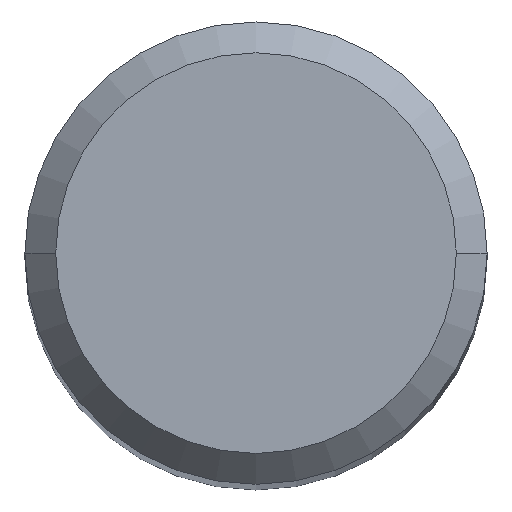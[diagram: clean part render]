
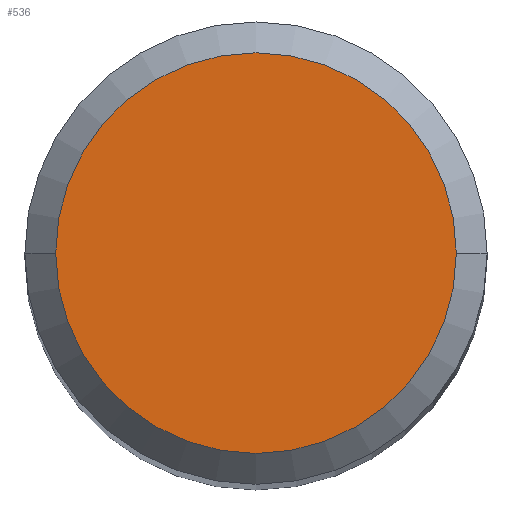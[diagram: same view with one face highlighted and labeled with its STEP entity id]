
A CAD part, top view. The second image highlights one B-rep face of the part: STEP entity #536.
In plain terms, the highlighted planar face has unit normal (0, 0, 1).
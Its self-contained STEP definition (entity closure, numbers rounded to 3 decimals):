
#31 = CARTESIAN_POINT ( 'NONE',  ( 0., 0., 57. ) ) ;
#42 = VERTEX_POINT ( 'NONE', #117 ) ;
#65 = CARTESIAN_POINT ( 'NONE',  ( 0., 3., 57. ) ) ;
#74 = DIRECTION ( 'NONE',  ( 0., 0., 1. ) ) ;
#90 = DIRECTION ( 'NONE',  ( 0., 0., 1. ) ) ;
#117 = CARTESIAN_POINT ( 'NONE',  ( -2.6, 0., 57. ) ) ;
#137 = EDGE_CURVE ( 'NONE', #42, #381, #596, .T. ) ;
#157 = ORIENTED_EDGE ( 'NONE', *, *, #137, .T. ) ;
#178 = AXIS2_PLACEMENT_3D ( 'NONE', #65, #473, #597 ) ;
#234 = DIRECTION ( 'NONE',  ( 1., 0., 0. ) ) ;
#240 = CARTESIAN_POINT ( 'NONE',  ( 0., 0., 57. ) ) ;
#295 = DIRECTION ( 'NONE',  ( 1., 0., 0. ) ) ;
#375 = EDGE_CURVE ( 'NONE', #381, #42, #560, .T. ) ;
#381 = VERTEX_POINT ( 'NONE', #572 ) ;
#395 = ORIENTED_EDGE ( 'NONE', *, *, #375, .T. ) ;
#413 = EDGE_LOOP ( 'NONE', ( #157, #395 ) ) ;
#439 = AXIS2_PLACEMENT_3D ( 'NONE', #240, #90, #295 ) ;
#473 = DIRECTION ( 'NONE',  ( 0., 0., 1. ) ) ;
#491 = AXIS2_PLACEMENT_3D ( 'NONE', #31, #74, #234 ) ;
#533 = PLANE ( 'NONE',  #178 ) ;
#536 = ADVANCED_FACE ( 'NONE', ( #585 ), #533, .T. ) ;
#560 = CIRCLE ( 'NONE', #439, 2.6 ) ;
#572 = CARTESIAN_POINT ( 'NONE',  ( 2.6, 0., 57. ) ) ;
#585 = FACE_OUTER_BOUND ( 'NONE', #413, .T. ) ;
#596 = CIRCLE ( 'NONE', #491, 2.6 ) ;
#597 = DIRECTION ( 'NONE',  ( 1., 0., 0. ) ) ;
